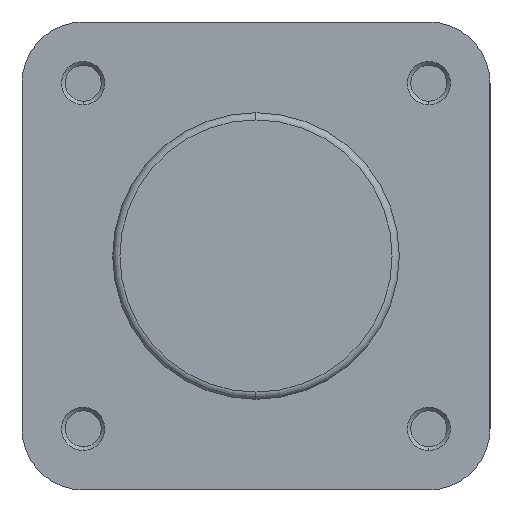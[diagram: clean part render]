
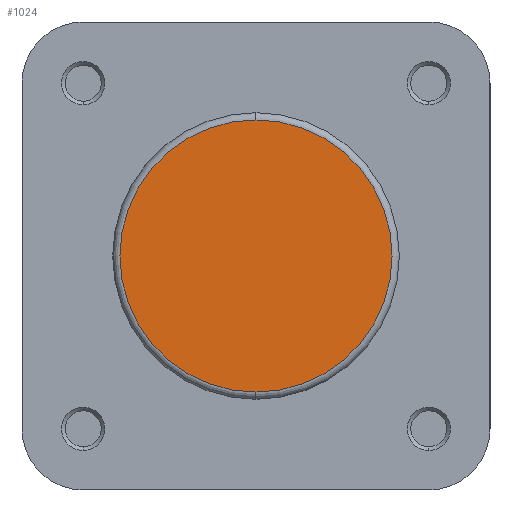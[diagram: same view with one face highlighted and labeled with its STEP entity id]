
A CAD part, left-side view. The second image highlights one B-rep face of the part: STEP entity #1024.
In plain terms, the highlighted planar face has unit normal (-1, 0, 0).
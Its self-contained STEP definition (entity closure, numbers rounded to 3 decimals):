
#343 = ORIENTED_EDGE ( 'NONE', *, *, #1156, .T. ) ;
#512 = ORIENTED_EDGE ( 'NONE', *, *, #767, .T. ) ;
#767 = EDGE_CURVE ( 'NONE', #1746, #1747, #2997, .T. ) ;
#1024 = ADVANCED_FACE ( 'NONE', ( #3519 ), #2875, .F. ) ;
#1156 = EDGE_CURVE ( 'NONE', #1747, #1746, #3767, .T. ) ;
#1217 = AXIS2_PLACEMENT_3D ( 'NONE', #1943, #1944, #1945 ) ;
#1470 = AXIS2_PLACEMENT_3D ( 'NONE', #2882, #3771, #3772 ) ;
#1556 = AXIS2_PLACEMENT_3D ( 'NONE', #4140, #4153, #4154 ) ;
#1746 = VERTEX_POINT ( 'NONE', #4356 ) ;
#1747 = VERTEX_POINT ( 'NONE', #4357 ) ;
#1943 = CARTESIAN_POINT ( 'NONE',  ( 21., 0., 0. ) ) ;
#1944 = DIRECTION ( 'NONE',  ( -1., 0., 0. ) ) ;
#1945 = DIRECTION ( 'NONE',  ( 0., 0., -1. ) ) ;
#2875 = PLANE ( 'NONE',  #1470 ) ;
#2882 = CARTESIAN_POINT ( 'NONE',  ( 21., 19.9, 0. ) ) ;
#2900 = EDGE_LOOP ( 'NONE', ( #343, #512 ) ) ;
#2997 = CIRCLE ( 'NONE', #1217, 18.9 ) ;
#3519 = FACE_OUTER_BOUND ( 'NONE', #2900, .T. ) ;
#3767 = CIRCLE ( 'NONE', #1556, 18.9 ) ;
#3771 = DIRECTION ( 'NONE',  ( 1., 0., 0. ) ) ;
#3772 = DIRECTION ( 'NONE',  ( 0., 0., -1. ) ) ;
#4140 = CARTESIAN_POINT ( 'NONE',  ( 21., 0., 0. ) ) ;
#4153 = DIRECTION ( 'NONE',  ( -1., 0., 0. ) ) ;
#4154 = DIRECTION ( 'NONE',  ( 0., 0., -1. ) ) ;
#4356 = CARTESIAN_POINT ( 'NONE',  ( 21., 0., 18.9 ) ) ;
#4357 = CARTESIAN_POINT ( 'NONE',  ( 21., 0., -18.9 ) ) ;
